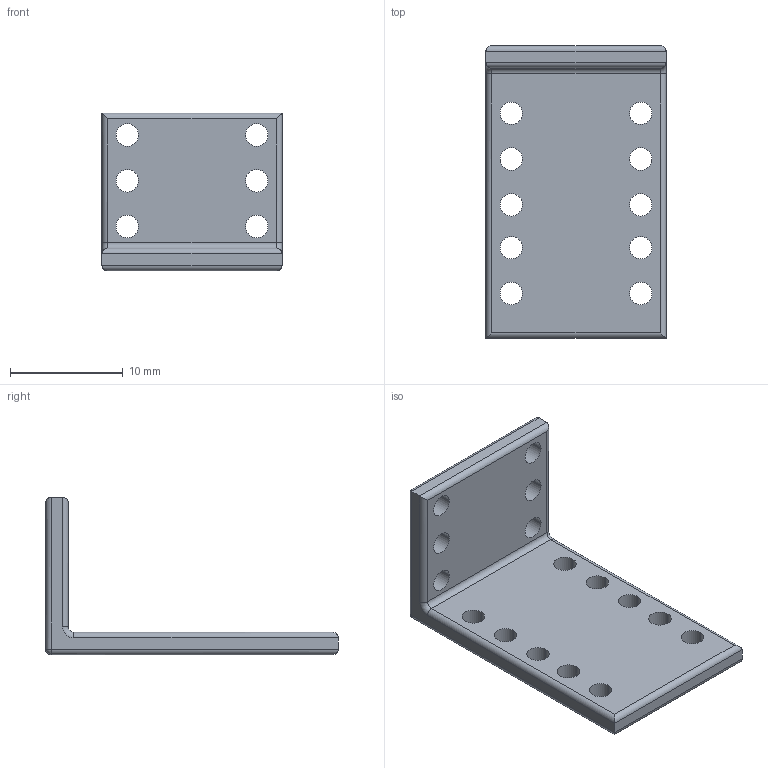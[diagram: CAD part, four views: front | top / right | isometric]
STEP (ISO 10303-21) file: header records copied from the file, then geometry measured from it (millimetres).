
FILE_DESCRIPTION(('CATIA V5 STEP Exchange'),'2;1');
FILE_NAME('Piece camera.stp','2023-06-06T10:35:52+00:00',('none'),('none'),'CATIA Version 5 Release 20 GA (IN-10)','CATIA V5 STEP AP203','none');
FILE_SCHEMA(('CONFIG_CONTROL_DESIGN'));
Length unit declared in the file: millimetre
Products named in the file (1): Pièce caméra
Bounding box: 16 x 26 x 14 mm (x, y, z)
Volume: 1104 mm3; surface area: 1479.2 mm2
Topology: 1 solids, 1 shells, 58 faces, 152 edges, 94 vertices
Faces by surface type: cylinder 46, plane 8, torus 2, sphere 2
Entity records: 1760 total; most frequent: CARTESIAN_POINT 327, ORIENTED_EDGE 300, DIRECTION 226, EDGE_CURVE 150, AXIS2_PLACEMENT_3D 121, VERTEX_POINT 94, EDGE_LOOP 90, CIRCLE 78
